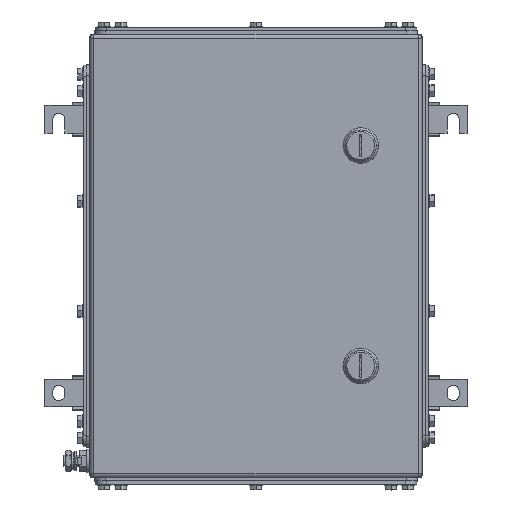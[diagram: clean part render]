
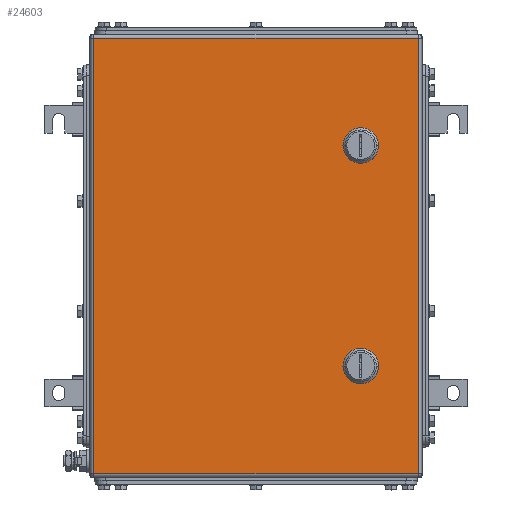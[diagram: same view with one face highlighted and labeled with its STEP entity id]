
A CAD part, top view. The second image highlights one B-rep face of the part: STEP entity #24603.
In plain terms, the highlighted planar face has unit normal (0, 0, 1).
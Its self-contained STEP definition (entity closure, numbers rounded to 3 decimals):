
#24417=AXIS2_PLACEMENT_3D('Circle Axis2P3D',#24415,#24416,$) ;
#24444=AXIS2_PLACEMENT_3D('Plane Axis2P3D',#24441,#24442,#24443) ;
#24489=AXIS2_PLACEMENT_3D('Circle Axis2P3D',#24487,#24488,$) ;
#24503=AXIS2_PLACEMENT_3D('Circle Axis2P3D',#24501,#24502,$) ;
#24517=AXIS2_PLACEMENT_3D('Circle Axis2P3D',#24515,#24516,$) ;
#24539=AXIS2_PLACEMENT_3D('Circle Axis2P3D',#24537,#24538,$) ;
#24555=AXIS2_PLACEMENT_3D('Circle Axis2P3D',#24553,#24554,$) ;
#24569=AXIS2_PLACEMENT_3D('Circle Axis2P3D',#24567,#24568,$) ;
#24583=AXIS2_PLACEMENT_3D('Circle Axis2P3D',#24581,#24582,$) ;
#24412=CARTESIAN_POINT('Vertex',(290.056,300.45,203.5)) ;
#24415=CARTESIAN_POINT('Axis2P3D Location',(285.,310.5,203.5)) ;
#24419=CARTESIAN_POINT('Vertex',(295.05,305.444,203.5)) ;
#24441=CARTESIAN_POINT('Axis2P3D Location',(190.5,211.,203.5)) ;
#24446=CARTESIAN_POINT('Line Origine',(190.5,407.5,203.5)) ;
#24450=CARTESIAN_POINT('Vertex',(337.,407.5,203.5)) ;
#24452=CARTESIAN_POINT('Vertex',(44.,407.5,203.5)) ;
#24455=CARTESIAN_POINT('Line Origine',(44.,211.,203.5)) ;
#24459=CARTESIAN_POINT('Vertex',(44.,14.5,203.5)) ;
#24462=CARTESIAN_POINT('Line Origine',(190.5,14.5,203.5)) ;
#24466=CARTESIAN_POINT('Vertex',(337.,14.5,203.5)) ;
#24469=CARTESIAN_POINT('Line Origine',(337.,211.,203.5)) ;
#24480=CARTESIAN_POINT('Line Origine',(285.,300.45,203.5)) ;
#24484=CARTESIAN_POINT('Vertex',(279.944,300.45,203.5)) ;
#24487=CARTESIAN_POINT('Axis2P3D Location',(285.,310.5,203.5)) ;
#24491=CARTESIAN_POINT('Vertex',(274.95,305.444,203.5)) ;
#24494=CARTESIAN_POINT('Line Origine',(274.95,310.5,203.5)) ;
#24498=CARTESIAN_POINT('Vertex',(274.95,315.556,203.5)) ;
#24501=CARTESIAN_POINT('Axis2P3D Location',(285.,310.5,203.5)) ;
#24505=CARTESIAN_POINT('Vertex',(279.944,320.55,203.5)) ;
#24508=CARTESIAN_POINT('Line Origine',(285.,320.55,203.5)) ;
#24512=CARTESIAN_POINT('Vertex',(290.056,320.55,203.5)) ;
#24515=CARTESIAN_POINT('Axis2P3D Location',(285.,310.5,203.5)) ;
#24519=CARTESIAN_POINT('Vertex',(295.05,315.556,203.5)) ;
#24522=CARTESIAN_POINT('Line Origine',(295.05,310.5,203.5)) ;
#24537=CARTESIAN_POINT('Axis2P3D Location',(285.,111.5,203.5)) ;
#24541=CARTESIAN_POINT('Vertex',(290.056,101.45,203.5)) ;
#24543=CARTESIAN_POINT('Vertex',(295.05,106.444,203.5)) ;
#24546=CARTESIAN_POINT('Line Origine',(285.,101.45,203.5)) ;
#24550=CARTESIAN_POINT('Vertex',(279.944,101.45,203.5)) ;
#24553=CARTESIAN_POINT('Axis2P3D Location',(285.,111.5,203.5)) ;
#24557=CARTESIAN_POINT('Vertex',(274.95,106.444,203.5)) ;
#24560=CARTESIAN_POINT('Line Origine',(274.95,111.5,203.5)) ;
#24564=CARTESIAN_POINT('Vertex',(274.95,116.556,203.5)) ;
#24567=CARTESIAN_POINT('Axis2P3D Location',(285.,111.5,203.5)) ;
#24571=CARTESIAN_POINT('Vertex',(279.944,121.55,203.5)) ;
#24574=CARTESIAN_POINT('Line Origine',(285.,121.55,203.5)) ;
#24578=CARTESIAN_POINT('Vertex',(290.056,121.55,203.5)) ;
#24581=CARTESIAN_POINT('Axis2P3D Location',(285.,111.5,203.5)) ;
#24585=CARTESIAN_POINT('Vertex',(295.05,116.556,203.5)) ;
#24588=CARTESIAN_POINT('Line Origine',(295.05,111.5,203.5)) ;
#24416=DIRECTION('Axis2P3D Direction',(0.,0.,1.)) ;
#24442=DIRECTION('Axis2P3D Direction',(0.,0.,1.)) ;
#24443=DIRECTION('Axis2P3D XDirection',(1.,0.,0.)) ;
#24447=DIRECTION('Vector Direction',(1.,0.,0.)) ;
#24456=DIRECTION('Vector Direction',(0.,-1.,0.)) ;
#24463=DIRECTION('Vector Direction',(1.,0.,0.)) ;
#24470=DIRECTION('Vector Direction',(0.,1.,0.)) ;
#24481=DIRECTION('Vector Direction',(1.,0.,0.)) ;
#24488=DIRECTION('Axis2P3D Direction',(0.,0.,1.)) ;
#24495=DIRECTION('Vector Direction',(0.,1.,0.)) ;
#24502=DIRECTION('Axis2P3D Direction',(0.,0.,1.)) ;
#24509=DIRECTION('Vector Direction',(1.,0.,0.)) ;
#24516=DIRECTION('Axis2P3D Direction',(0.,0.,1.)) ;
#24523=DIRECTION('Vector Direction',(0.,-1.,0.)) ;
#24538=DIRECTION('Axis2P3D Direction',(0.,0.,1.)) ;
#24547=DIRECTION('Vector Direction',(1.,0.,0.)) ;
#24554=DIRECTION('Axis2P3D Direction',(0.,0.,1.)) ;
#24561=DIRECTION('Vector Direction',(0.,1.,0.)) ;
#24568=DIRECTION('Axis2P3D Direction',(0.,0.,1.)) ;
#24575=DIRECTION('Vector Direction',(1.,0.,0.)) ;
#24582=DIRECTION('Axis2P3D Direction',(0.,0.,1.)) ;
#24589=DIRECTION('Vector Direction',(0.,-1.,0.)) ;
#24448=VECTOR('Line Direction',#24447,1.) ;
#24457=VECTOR('Line Direction',#24456,1.) ;
#24464=VECTOR('Line Direction',#24463,1.) ;
#24471=VECTOR('Line Direction',#24470,1.) ;
#24482=VECTOR('Line Direction',#24481,1.) ;
#24496=VECTOR('Line Direction',#24495,1.) ;
#24510=VECTOR('Line Direction',#24509,1.) ;
#24524=VECTOR('Line Direction',#24523,1.) ;
#24548=VECTOR('Line Direction',#24547,1.) ;
#24562=VECTOR('Line Direction',#24561,1.) ;
#24576=VECTOR('Line Direction',#24575,1.) ;
#24590=VECTOR('Line Direction',#24589,1.) ;
#24475=ORIENTED_EDGE('',*,*,#24454,.T.) ;
#24476=ORIENTED_EDGE('',*,*,#24461,.T.) ;
#24477=ORIENTED_EDGE('',*,*,#24468,.T.) ;
#24478=ORIENTED_EDGE('',*,*,#24473,.T.) ;
#24528=ORIENTED_EDGE('',*,*,#24486,.F.) ;
#24529=ORIENTED_EDGE('',*,*,#24493,.F.) ;
#24530=ORIENTED_EDGE('',*,*,#24500,.T.) ;
#24531=ORIENTED_EDGE('',*,*,#24507,.F.) ;
#24532=ORIENTED_EDGE('',*,*,#24514,.T.) ;
#24533=ORIENTED_EDGE('',*,*,#24521,.F.) ;
#24534=ORIENTED_EDGE('',*,*,#24526,.T.) ;
#24535=ORIENTED_EDGE('',*,*,#24421,.F.) ;
#24594=ORIENTED_EDGE('',*,*,#24545,.F.) ;
#24595=ORIENTED_EDGE('',*,*,#24552,.F.) ;
#24596=ORIENTED_EDGE('',*,*,#24559,.F.) ;
#24597=ORIENTED_EDGE('',*,*,#24566,.T.) ;
#24598=ORIENTED_EDGE('',*,*,#24573,.F.) ;
#24599=ORIENTED_EDGE('',*,*,#24580,.T.) ;
#24600=ORIENTED_EDGE('',*,*,#24587,.F.) ;
#24601=ORIENTED_EDGE('',*,*,#24592,.T.) ;
#24536=FACE_BOUND('',#24527,.T.) ;
#24602=FACE_BOUND('',#24593,.T.) ;
#24603=ADVANCED_FACE('ZUB_KTB_QL_403020_4GP_AllCATPart_AllCATPart.1\\ZUB_KTB_QL_403020_4GP_AllCATPart.2\\ZUB_DE_KTB_QL.1\\DE_KTB_MH_PART_MASTER.1\\Koerper.2',(#24479,#24536,#24602),#24445,.T.) ;
#24418=CIRCLE('generated circle',#24417,11.25) ;
#24490=CIRCLE('generated circle',#24489,11.25) ;
#24504=CIRCLE('generated circle',#24503,11.25) ;
#24518=CIRCLE('generated circle',#24517,11.25) ;
#24540=CIRCLE('generated circle',#24539,11.25) ;
#24556=CIRCLE('generated circle',#24555,11.25) ;
#24570=CIRCLE('generated circle',#24569,11.25) ;
#24584=CIRCLE('generated circle',#24583,11.25) ;
#24421=EDGE_CURVE('',#24413,#24420,#24418,.T.) ;
#24454=EDGE_CURVE('',#24451,#24453,#24449,.F.) ;
#24461=EDGE_CURVE('',#24453,#24460,#24458,.T.) ;
#24468=EDGE_CURVE('',#24460,#24467,#24465,.T.) ;
#24473=EDGE_CURVE('',#24467,#24451,#24472,.T.) ;
#24486=EDGE_CURVE('',#24485,#24413,#24483,.T.) ;
#24493=EDGE_CURVE('',#24492,#24485,#24490,.T.) ;
#24500=EDGE_CURVE('',#24492,#24499,#24497,.T.) ;
#24507=EDGE_CURVE('',#24506,#24499,#24504,.T.) ;
#24514=EDGE_CURVE('',#24506,#24513,#24511,.T.) ;
#24521=EDGE_CURVE('',#24520,#24513,#24518,.T.) ;
#24526=EDGE_CURVE('',#24520,#24420,#24525,.T.) ;
#24545=EDGE_CURVE('',#24542,#24544,#24540,.T.) ;
#24552=EDGE_CURVE('',#24551,#24542,#24549,.T.) ;
#24559=EDGE_CURVE('',#24558,#24551,#24556,.T.) ;
#24566=EDGE_CURVE('',#24558,#24565,#24563,.T.) ;
#24573=EDGE_CURVE('',#24572,#24565,#24570,.T.) ;
#24580=EDGE_CURVE('',#24572,#24579,#24577,.T.) ;
#24587=EDGE_CURVE('',#24586,#24579,#24584,.T.) ;
#24592=EDGE_CURVE('',#24586,#24544,#24591,.T.) ;
#24474=EDGE_LOOP('',(#24475,#24476,#24477,#24478)) ;
#24527=EDGE_LOOP('',(#24528,#24529,#24530,#24531,#24532,#24533,#24534,#24535)) ;
#24593=EDGE_LOOP('',(#24594,#24595,#24596,#24597,#24598,#24599,#24600,#24601)) ;
#24479=FACE_OUTER_BOUND('',#24474,.T.) ;
#24449=LINE('Line',#24446,#24448) ;
#24458=LINE('Line',#24455,#24457) ;
#24465=LINE('Line',#24462,#24464) ;
#24472=LINE('Line',#24469,#24471) ;
#24483=LINE('Line',#24480,#24482) ;
#24497=LINE('Line',#24494,#24496) ;
#24511=LINE('Line',#24508,#24510) ;
#24525=LINE('Line',#24522,#24524) ;
#24549=LINE('Line',#24546,#24548) ;
#24563=LINE('Line',#24560,#24562) ;
#24577=LINE('Line',#24574,#24576) ;
#24591=LINE('Line',#24588,#24590) ;
#24445=PLANE('',#24444) ;
#24413=VERTEX_POINT('',#24412) ;
#24420=VERTEX_POINT('',#24419) ;
#24451=VERTEX_POINT('',#24450) ;
#24453=VERTEX_POINT('',#24452) ;
#24460=VERTEX_POINT('',#24459) ;
#24467=VERTEX_POINT('',#24466) ;
#24485=VERTEX_POINT('',#24484) ;
#24492=VERTEX_POINT('',#24491) ;
#24499=VERTEX_POINT('',#24498) ;
#24506=VERTEX_POINT('',#24505) ;
#24513=VERTEX_POINT('',#24512) ;
#24520=VERTEX_POINT('',#24519) ;
#24542=VERTEX_POINT('',#24541) ;
#24544=VERTEX_POINT('',#24543) ;
#24551=VERTEX_POINT('',#24550) ;
#24558=VERTEX_POINT('',#24557) ;
#24565=VERTEX_POINT('',#24564) ;
#24572=VERTEX_POINT('',#24571) ;
#24579=VERTEX_POINT('',#24578) ;
#24586=VERTEX_POINT('',#24585) ;
